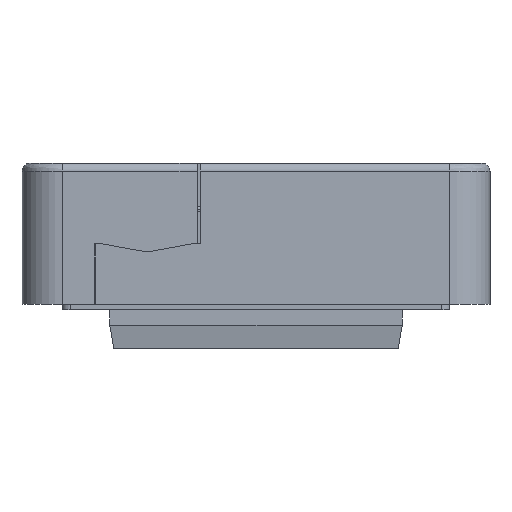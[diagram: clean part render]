
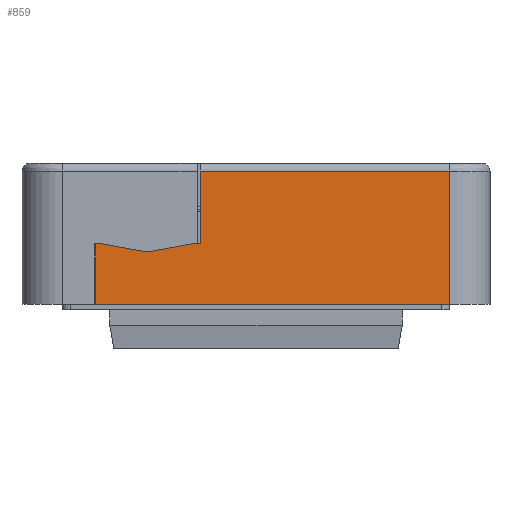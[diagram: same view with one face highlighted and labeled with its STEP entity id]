
A CAD part, left-side view. The second image highlights one B-rep face of the part: STEP entity #859.
In plain terms, the highlighted planar face has unit normal (-1, 0, 0).
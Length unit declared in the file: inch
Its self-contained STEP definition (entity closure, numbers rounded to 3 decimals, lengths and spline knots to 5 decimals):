
#421 = VECTOR ( 'NONE', #9384, 39.37008 ) ;
#825 = DIRECTION ( 'NONE',  ( 0., 1., 0. ) ) ;
#859 = ADVANCED_FACE ( 'NONE', ( #4492 ), #19925, .T. ) ;
#987 = CARTESIAN_POINT ( 'NONE',  ( -2.38189, 0.78346, -0.05906 ) ) ;
#2914 = ORIENTED_EDGE ( 'NONE', *, *, #16376, .T. ) ;
#4008 = DIRECTION ( 'NONE',  ( 0., 0., -1. ) ) ;
#4492 = FACE_OUTER_BOUND ( 'NONE', #37189, .T. ) ;
#5392 = ORIENTED_EDGE ( 'NONE', *, *, #27878, .T. ) ;
#5855 = DIRECTION ( 'NONE',  ( 0., -1., 0. ) ) ;
#6161 = VERTEX_POINT ( 'NONE', #43833 ) ;
#6983 = VERTEX_POINT ( 'NONE', #33801 ) ;
#7475 = ORIENTED_EDGE ( 'NONE', *, *, #9578, .T. ) ;
#7489 = AXIS2_PLACEMENT_3D ( 'NONE', #34594, #42415, #4008 ) ;
#9384 = DIRECTION ( 'NONE',  ( 0., 1., 0. ) ) ;
#9578 = EDGE_CURVE ( 'NONE', #32756, #6161, #25320, .T. ) ;
#9658 = CARTESIAN_POINT ( 'NONE',  ( -2.38189, -1.14173, 0.23622 ) ) ;
#9784 = CARTESIAN_POINT ( 'NONE',  ( -2.38189, -0.94488, 0.59055 ) ) ;
#10661 = DIRECTION ( 'NONE',  ( 0., 0., -1. ) ) ;
#12219 = CARTESIAN_POINT ( 'NONE',  ( -2.38189, 0.7874, 0.23622 ) ) ;
#14032 = VERTEX_POINT ( 'NONE', #41391 ) ;
#14156 = CARTESIAN_POINT ( 'NONE',  ( -2.38189, 0.27165, -0.05906 ) ) ;
#14773 = LINE ( 'NONE', #22377, #18279 ) ;
#14943 = CARTESIAN_POINT ( 'NONE',  ( -2.38189, 0.31496, 0.23622 ) ) ;
#16376 = EDGE_CURVE ( 'NONE', #31799, #46267, #49340, .T. ) ;
#16697 = VECTOR ( 'NONE', #5855, 39.37008 ) ;
#17561 = CARTESIAN_POINT ( 'NONE',  ( -2.38189, 0.78346, 0.12236 ) ) ;
#17686 = ORIENTED_EDGE ( 'NONE', *, *, #40792, .T. ) ;
#17834 = EDGE_CURVE ( 'NONE', #23331, #30839, #31439, .T. ) ;
#18279 = VECTOR ( 'NONE', #38054, 39.37008 ) ;
#19925 = PLANE ( 'NONE',  #7489 ) ;
#20326 = ORIENTED_EDGE ( 'NONE', *, *, #32065, .T. ) ;
#20551 = LINE ( 'NONE', #9658, #421 ) ;
#21263 = VECTOR ( 'NONE', #825, 39.37008 ) ;
#21755 = CARTESIAN_POINT ( 'NONE',  ( -2.38189, 0.74803, 0.23622 ) ) ;
#22254 = DIRECTION ( 'NONE',  ( 0., 0.984, 0.179 ) ) ;
#22377 = CARTESIAN_POINT ( 'NONE',  ( -2.38189, -1.14173, 0.59055 ) ) ;
#22799 = LINE ( 'NONE', #26603, #48033 ) ;
#23331 = VERTEX_POINT ( 'NONE', #38623 ) ;
#25199 = ORIENTED_EDGE ( 'NONE', *, *, #17834, .T. ) ;
#25320 = LINE ( 'NONE', #36461, #16697 ) ;
#26317 = EDGE_CURVE ( 'NONE', #6983, #32756, #36769, .T. ) ;
#26479 = VECTOR ( 'NONE', #22254, 39.37008 ) ;
#26603 = CARTESIAN_POINT ( 'NONE',  ( -2.38189, -0.94488, -0.05906 ) ) ;
#27878 = EDGE_CURVE ( 'NONE', #30839, #31799, #34182, .T. ) ;
#29328 = LINE ( 'NONE', #14156, #48171 ) ;
#30643 = DIRECTION ( 'NONE',  ( 0., 0.984, -0.179 ) ) ;
#30839 = VERTEX_POINT ( 'NONE', #35316 ) ;
#31204 = ORIENTED_EDGE ( 'NONE', *, *, #26317, .T. ) ;
#31439 = LINE ( 'NONE', #12219, #21263 ) ;
#31799 = VERTEX_POINT ( 'NONE', #34824 ) ;
#32065 = EDGE_CURVE ( 'NONE', #37576, #14032, #14773, .T. ) ;
#32756 = VERTEX_POINT ( 'NONE', #987 ) ;
#33801 = CARTESIAN_POINT ( 'NONE',  ( -2.38189, 0.78346, 0.23622 ) ) ;
#33954 = ORIENTED_EDGE ( 'NONE', *, *, #39175, .T. ) ;
#34182 = LINE ( 'NONE', #14943, #39904 ) ;
#34594 = CARTESIAN_POINT ( 'NONE',  ( -2.38189, -1.14173, -0.05906 ) ) ;
#34824 = CARTESIAN_POINT ( 'NONE',  ( -2.38189, 0.5315, 0.19685 ) ) ;
#34985 = VECTOR ( 'NONE', #48420, 39.37008 ) ;
#35316 = CARTESIAN_POINT ( 'NONE',  ( -2.38189, 0.31496, 0.23622 ) ) ;
#36461 = CARTESIAN_POINT ( 'NONE',  ( -2.38189, 0., -0.05906 ) ) ;
#36769 = LINE ( 'NONE', #17561, #34985 ) ;
#37189 = EDGE_LOOP ( 'NONE', ( #2914, #33954, #31204, #7475, #42891, #20326, #17686, #25199, #5392 ) ) ;
#37576 = VERTEX_POINT ( 'NONE', #9784 ) ;
#38054 = DIRECTION ( 'NONE',  ( 0., 1., 0. ) ) ;
#38296 = EDGE_CURVE ( 'NONE', #37576, #6161, #22799, .T. ) ;
#38623 = CARTESIAN_POINT ( 'NONE',  ( -2.38189, 0.27165, 0.23622 ) ) ;
#39175 = EDGE_CURVE ( 'NONE', #46267, #6983, #20551, .T. ) ;
#39904 = VECTOR ( 'NONE', #30643, 39.37008 ) ;
#40792 = EDGE_CURVE ( 'NONE', #14032, #23331, #29328, .T. ) ;
#41391 = CARTESIAN_POINT ( 'NONE',  ( -2.38189, 0.27165, 0.59055 ) ) ;
#41975 = CARTESIAN_POINT ( 'NONE',  ( -2.38189, 0.5315, 0.19685 ) ) ;
#42415 = DIRECTION ( 'NONE',  ( -1., 0., 0. ) ) ;
#42891 = ORIENTED_EDGE ( 'NONE', *, *, #38296, .F. ) ;
#43833 = CARTESIAN_POINT ( 'NONE',  ( -2.38189, -0.94488, -0.05906 ) ) ;
#46267 = VERTEX_POINT ( 'NONE', #21755 ) ;
#48033 = VECTOR ( 'NONE', #10661, 39.37008 ) ;
#48171 = VECTOR ( 'NONE', #48811, 39.37008 ) ;
#48420 = DIRECTION ( 'NONE',  ( 0., 0., -1. ) ) ;
#48811 = DIRECTION ( 'NONE',  ( 0., 0., -1. ) ) ;
#49340 = LINE ( 'NONE', #41975, #26479 ) ;
